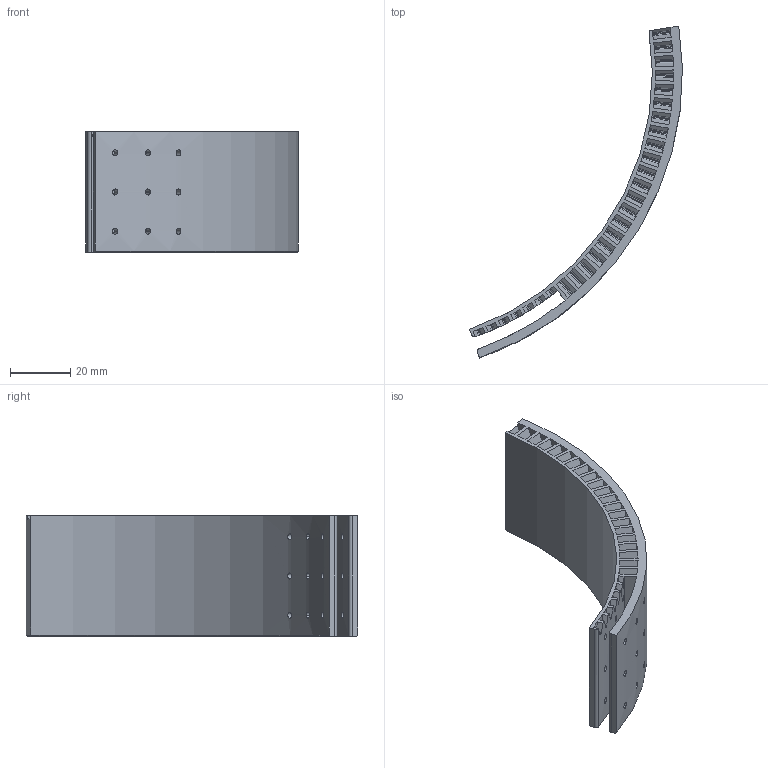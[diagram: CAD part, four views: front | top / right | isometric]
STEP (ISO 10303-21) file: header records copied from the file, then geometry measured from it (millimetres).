
FILE_DESCRIPTION(('FreeCAD Model'),'2;1');
FILE_NAME('Open CASCADE Shape Model','2024-11-10T00:25:36',('Author'),( ''),'Open CASCADE STEP processor 7.7','FreeCAD','Unknown');
FILE_SCHEMA(('AUTOMOTIVE_DESIGN { 1 0 10303 214 1 1 1 1 }'));
Length unit declared in the file: millimetre
Products named in the file (1): 2-rotor-segmented-in-three--part-3
Bounding box: 70.68 x 110.2 x 40 mm (x, y, z)
Volume: 46204.7 mm3; surface area: 17509.6 mm2
Topology: 1 solids, 1 shells, 228 faces, 616 edges, 410 vertices
Faces by surface type: plane 84, cone 58, bspline 56, cylinder 30
Full cylindrical faces by diameter (mm): 2 x12
Entity records: 9139 total; most frequent: CARTESIAN_POINT 3827, ORIENTED_EDGE 1232, DIRECTION 844, EDGE_CURVE 616, VERTEX_POINT 410, AXIS2_PLACEMENT_3D 300, FACE_BOUND 284, EDGE_LOOP 284
